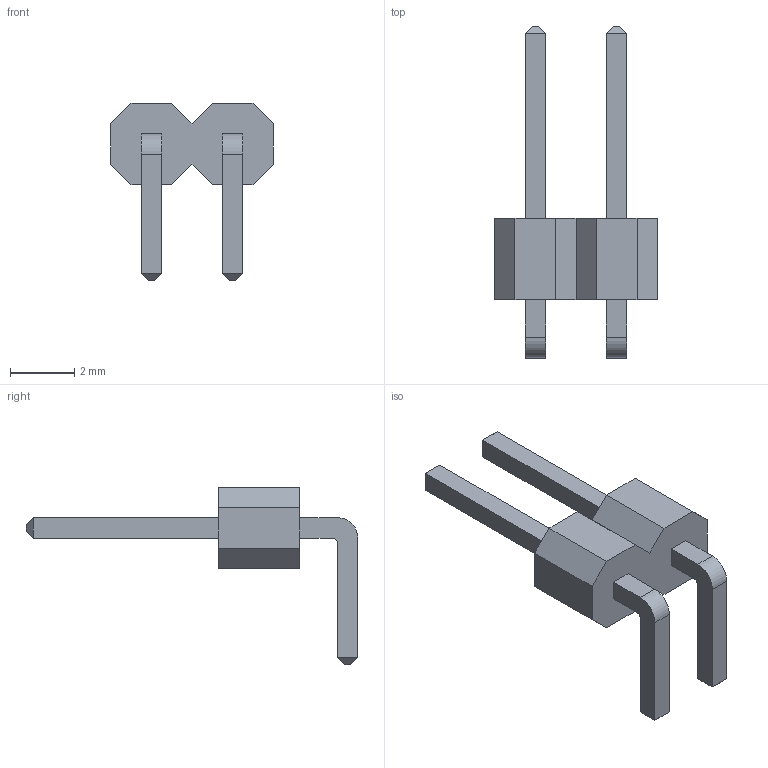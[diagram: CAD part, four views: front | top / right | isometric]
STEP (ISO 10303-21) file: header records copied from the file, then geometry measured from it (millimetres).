
FILE_DESCRIPTION(/* description */ (''),/* implementation_level */ '2;1');
FILE_NAME(/* name */ '1X02_90.stp',/* time_stamp */ '2025-07-28T20:44:15-07:00',/* author */ ('mmajz'),/* organization */ (''),/* preprocessor_version */ 'ST-DEVELOPER v17',/* originating_system */ 'Autodesk Inventor 2019',/* authorisation */ '');
FILE_SCHEMA (('AUTOMOTIVE_DESIGN { 1 0 10303 214 3 1 1 }'));
Length unit declared in the file: millimetre
Products named in the file (1): 1X02_90
Bounding box: 5.08 x 10.36 x 5.54 mm (x, y, z)
Volume: 38 mm3; surface area: 118 mm2
Topology: 1 solids, 1 shells, 60 faces, 146 edges, 92 vertices
Faces by surface type: plane 56, cylinder 4
Entity records: 1772 total; most frequent: CARTESIAN_POINT 299, ORIENTED_EDGE 292, DIRECTION 276, EDGE_CURVE 146, LINE 138, VECTOR 138, VERTEX_POINT 92, AXIS2_PLACEMENT_3D 69
